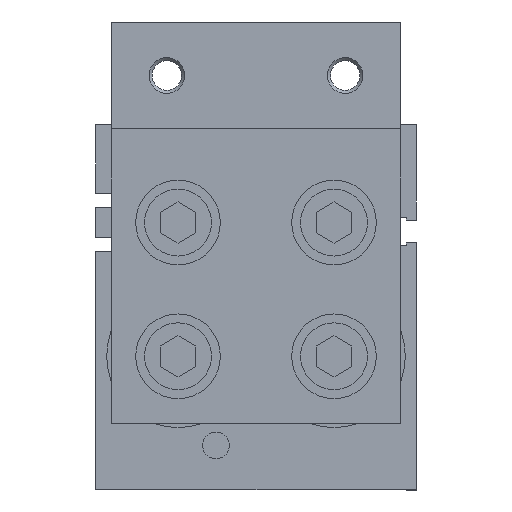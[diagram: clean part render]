
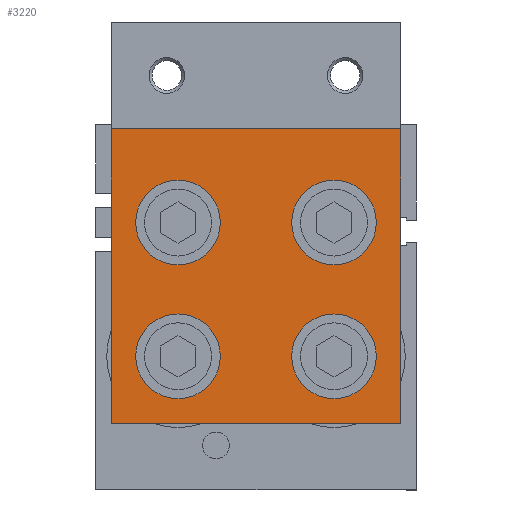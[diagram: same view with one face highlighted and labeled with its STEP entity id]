
A CAD part, front view. The second image highlights one B-rep face of the part: STEP entity #3220.
In plain terms, the highlighted face is planar.
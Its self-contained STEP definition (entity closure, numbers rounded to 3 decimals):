
#377=PLANE('',#3494);
#524=CIRCLE('',#3495,9.5);
#525=CIRCLE('',#3496,9.5);
#526=CIRCLE('',#3497,9.5);
#527=CIRCLE('',#3498,9.5);
#772=VERTEX_POINT('',#4147);
#773=VERTEX_POINT('',#4149);
#774=VERTEX_POINT('',#4151);
#775=VERTEX_POINT('',#4153);
#776=VERTEX_POINT('',#4155);
#777=VERTEX_POINT('',#4156);
#778=VERTEX_POINT('',#4158);
#779=VERTEX_POINT('',#4160);
#993=VECTOR('',#4952,1.);
#994=VECTOR('',#4953,1.);
#995=VECTOR('',#4954,1.);
#996=VECTOR('',#4955,1.);
#1224=LINE('',#4154,#993);
#1225=LINE('',#4157,#994);
#1226=LINE('',#4159,#995);
#1227=LINE('',#4161,#996);
#1621=EDGE_CURVE('',#772,#772,#524,.T.);
#1622=EDGE_CURVE('',#773,#773,#525,.T.);
#1623=EDGE_CURVE('',#774,#774,#526,.T.);
#1624=EDGE_CURVE('',#775,#775,#527,.T.);
#1625=EDGE_CURVE('',#776,#777,#1224,.T.);
#1626=EDGE_CURVE('',#778,#777,#1225,.T.);
#1627=EDGE_CURVE('',#779,#778,#1226,.T.);
#1628=EDGE_CURVE('',#779,#776,#1227,.T.);
#2335=ORIENTED_EDGE('',*,*,#1621,.T.);
#2336=ORIENTED_EDGE('',*,*,#1622,.T.);
#2337=ORIENTED_EDGE('',*,*,#1623,.T.);
#2338=ORIENTED_EDGE('',*,*,#1624,.T.);
#2339=ORIENTED_EDGE('',*,*,#1625,.T.);
#2340=ORIENTED_EDGE('',*,*,#1626,.F.);
#2341=ORIENTED_EDGE('',*,*,#1627,.F.);
#2342=ORIENTED_EDGE('',*,*,#1628,.T.);
#2799=EDGE_LOOP('',(#2335));
#2800=EDGE_LOOP('',(#2336));
#2801=EDGE_LOOP('',(#2337));
#2802=EDGE_LOOP('',(#2338));
#2803=EDGE_LOOP('',(#2339,#2340,#2341,#2342));
#3032=FACE_BOUND('',#2799,.T.);
#3033=FACE_BOUND('',#2800,.T.);
#3034=FACE_BOUND('',#2801,.T.);
#3035=FACE_BOUND('',#2802,.T.);
#3036=FACE_BOUND('',#2803,.T.);
#3220=ADVANCED_FACE('',(#3032,#3033,#3034,#3035,#3036),#377,.F.);
#3494=AXIS2_PLACEMENT_3D('',#4145,#4943,$);
#3495=AXIS2_PLACEMENT_3D('',#4146,#4944,#4945);
#3496=AXIS2_PLACEMENT_3D('',#4148,#4946,#4947);
#3497=AXIS2_PLACEMENT_3D('',#4150,#4948,#4949);
#3498=AXIS2_PLACEMENT_3D('',#4152,#4950,#4951);
#4145=CARTESIAN_POINT('',(-25.,21.,32.5));
#4146=CARTESIAN_POINT('',(-25.,-30.,-17.5));
#4147=CARTESIAN_POINT('',(-25.,-30.,-27.));
#4148=CARTESIAN_POINT('',(-25.,0.,17.5));
#4149=CARTESIAN_POINT('',(-25.,0.,8.));
#4150=CARTESIAN_POINT('',(-25.,-30.,17.5));
#4151=CARTESIAN_POINT('',(-25.,-30.,8.));
#4152=CARTESIAN_POINT('',(-25.,0.,-17.5));
#4153=CARTESIAN_POINT('',(-25.,0.,-27.));
#4154=CARTESIAN_POINT('',(-25.,21.,-32.5));
#4155=CARTESIAN_POINT('',(-25.,21.,-32.5));
#4156=CARTESIAN_POINT('',(-25.,-45.,-32.5));
#4157=CARTESIAN_POINT('',(-25.,-45.,32.5));
#4158=CARTESIAN_POINT('',(-25.,-45.,32.5));
#4159=CARTESIAN_POINT('',(-25.,21.,32.5));
#4160=CARTESIAN_POINT('',(-25.,21.,32.5));
#4161=CARTESIAN_POINT('',(-25.,21.,32.5));
#4943=DIRECTION('',(1.,0.,0.));
#4944=DIRECTION('',(1.,0.,0.));
#4945=DIRECTION('',(0.,0.,-9.5));
#4946=DIRECTION('',(1.,0.,0.));
#4947=DIRECTION('',(0.,0.,-9.5));
#4948=DIRECTION('',(1.,0.,0.));
#4949=DIRECTION('',(0.,0.,-9.5));
#4950=DIRECTION('',(1.,0.,0.));
#4951=DIRECTION('',(0.,0.,-9.5));
#4952=DIRECTION('',(0.,-1.,0.));
#4953=DIRECTION('',(0.,0.,-1.));
#4954=DIRECTION('',(0.,-1.,0.));
#4955=DIRECTION('',(0.,0.,-1.));
